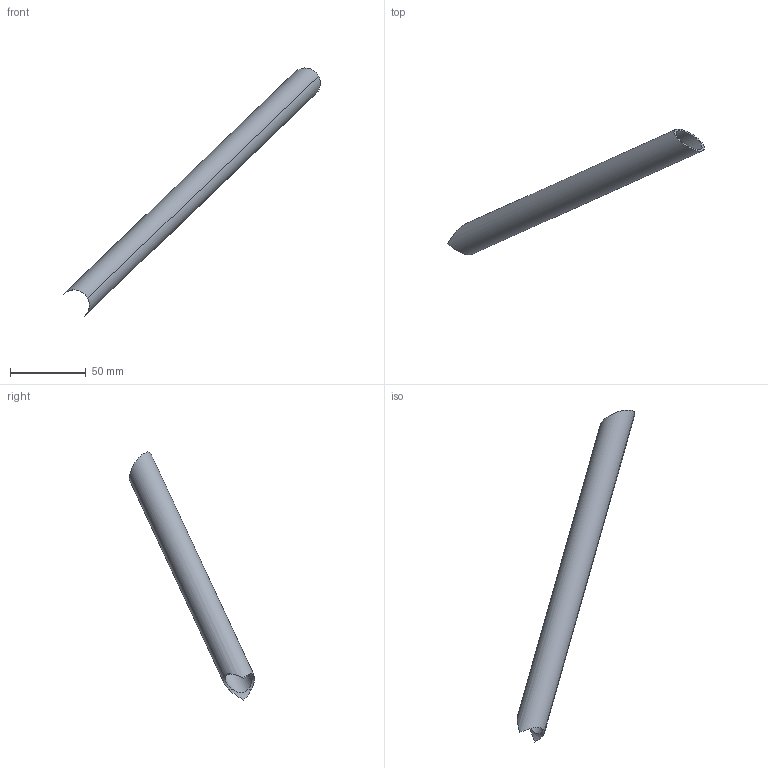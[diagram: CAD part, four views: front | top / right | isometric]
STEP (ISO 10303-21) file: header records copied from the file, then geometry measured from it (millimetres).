
FILE_DESCRIPTION(('STEP AP214'),'1');
FILE_NAME('56.stp','2019-12-01T22:08:06',(' '),(' '),'Spatial InterOp 3D',' ',' ');
FILE_SCHEMA(('AUTOMOTIVE_DESIGN { 1 0 10303 214 1 1 1 1 }'));
Length unit declared in the file: metre
Products named in the file (1): PartBody/Pocket.1
Bounding box: 168.93 x 82.56 x 163.21 mm (x, y, z)
Volume: 18648.1 mm3; surface area: 25141.2 mm2
Topology: 1 solids, 1 shells, 7 faces, 22 edges, 18 vertices
Faces by surface type: cylinder 6, plane 1
Entity records: 894 total; most frequent: CARTESIAN_POINT 538, ORIENTED_EDGE 40, DIRECTION 28, STYLED_ITEM 26, PRESENTATION_STYLE_ASSIGNMENT 26, COLOUR_RGB 26, EDGE_CURVE 20, CURVE_STYLE 18
